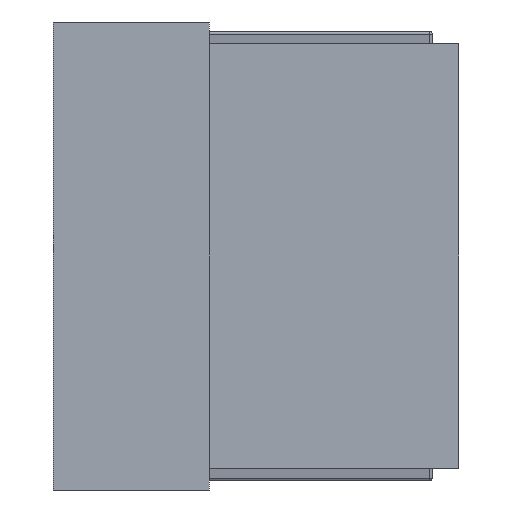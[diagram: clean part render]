
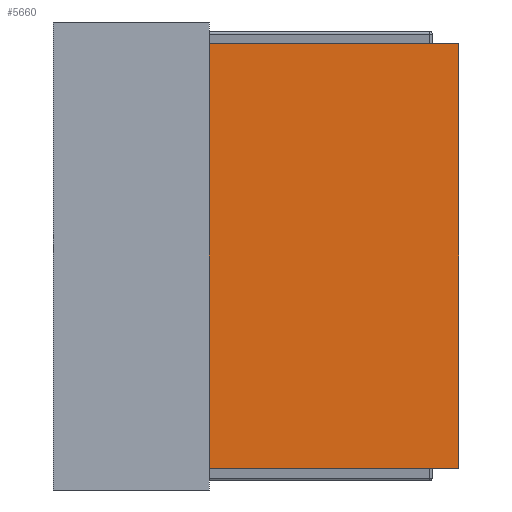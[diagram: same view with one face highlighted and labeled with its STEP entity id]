
A CAD part, left-side view. The second image highlights one B-rep face of the part: STEP entity #5660.
In plain terms, the highlighted planar face has unit normal (-1, 0, 0).
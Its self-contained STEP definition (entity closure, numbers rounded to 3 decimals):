
#9=DIRECTION('',(0.,-1.,0.));
#10=VECTOR('',#9,0.8);
#11=CARTESIAN_POINT('',(-1.05,0.175,-0.68));
#12=LINE('',#11,#10);
#821=DIRECTION('',(0.,-1.,0.));
#822=VECTOR('',#821,0.8);
#823=CARTESIAN_POINT('',(-1.05,0.175,0.68));
#824=LINE('',#823,#822);
#1205=DIRECTION('',(0.,0.,1.));
#1206=VECTOR('',#1205,1.36);
#1207=CARTESIAN_POINT('',(-1.05,-0.625,-0.68));
#1208=LINE('',#1207,#1206);
#1209=DIRECTION('',(0.,0.,1.));
#1210=VECTOR('',#1209,1.36);
#1211=CARTESIAN_POINT('',(-1.05,0.175,-0.68));
#1212=LINE('',#1211,#1210);
#3265=CARTESIAN_POINT('',(-1.05,-0.625,-0.68));
#3267=VERTEX_POINT('',#3265);
#3277=CARTESIAN_POINT('',(-1.05,-0.625,0.68));
#3279=VERTEX_POINT('',#3277);
#3305=CARTESIAN_POINT('',(-1.05,0.175,-0.68));
#3306=CARTESIAN_POINT('',(-1.05,0.175,0.68));
#3307=VERTEX_POINT('',#3305);
#3308=VERTEX_POINT('',#3306);
#5649=CARTESIAN_POINT('',(-1.05,0.625,-0.68));
#5650=DIRECTION('',(-1.,0.,0.));
#5651=DIRECTION('',(0.,-1.,0.));
#5652=AXIS2_PLACEMENT_3D('',#5649,#5650,#5651);
#5653=PLANE('',#5652);
#5654=ORIENTED_EDGE('',*,*,#4686,.T.);
#5655=ORIENTED_EDGE('',*,*,#5169,.T.);
#5656=ORIENTED_EDGE('',*,*,#5642,.F.);
#5657=ORIENTED_EDGE('',*,*,#4162,.F.);
#5658=EDGE_LOOP('',(#5654,#5655,#5656,#5657));
#5659=FACE_OUTER_BOUND('',#5658,.F.);
#4162=EDGE_CURVE('',#3307,#3267,#12,.T.);
#4686=EDGE_CURVE('',#3307,#3308,#1212,.T.);
#5169=EDGE_CURVE('',#3308,#3279,#824,.T.);
#5642=EDGE_CURVE('',#3267,#3279,#1208,.T.);
#5660=ADVANCED_FACE('',(#5659),#5653,.T.);
